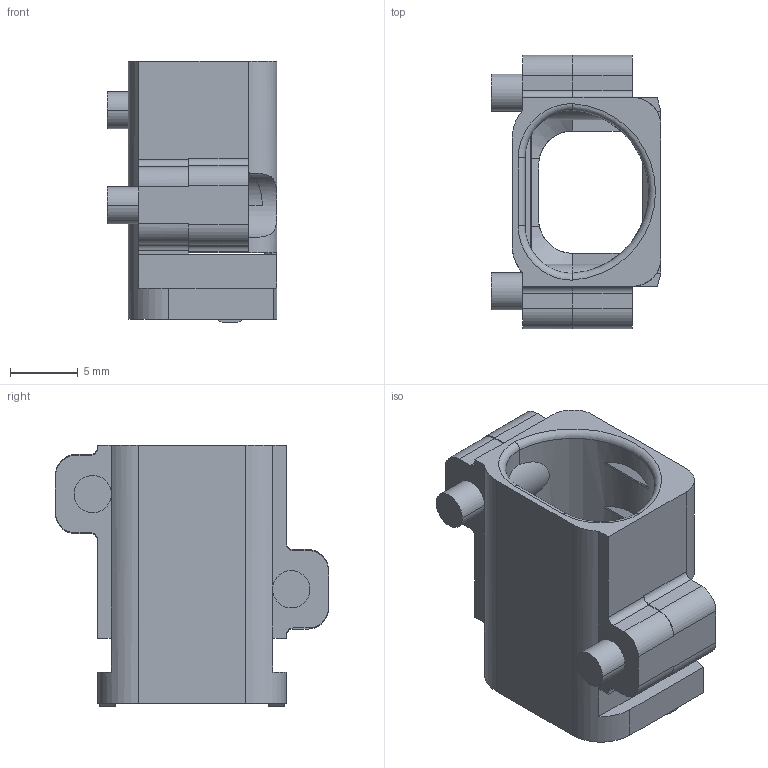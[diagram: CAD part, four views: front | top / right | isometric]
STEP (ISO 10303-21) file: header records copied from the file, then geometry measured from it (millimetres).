
FILE_DESCRIPTION((''),'2;1');
FILE_NAME('2222','2020-09-14T',('lj.zou'),(''),'PRO/ENGINEER BY PARAMETRIC TECHNOLOGY CORPORATION, 2012480','PRO/ENGINEER BY PARAMETRIC TECHNOLOGY CORPORATION, 2012480','');
FILE_SCHEMA(('CONFIG_CONTROL_DESIGN'));
Length unit declared in the file: millimetre
Products named in the file (1): 2222
Bounding box: 12.5 x 20.1 x 19.25 mm (x, y, z)
Volume: 1424.7 mm3; surface area: 2032.7 mm2
Topology: 1 solids, 3 shells, 387 faces, 1070 edges, 700 vertices
Faces by surface type: plane 300, cylinder 68, cone 12, torus 7
Entity records: 12600 total; most frequent: CARTESIAN_POINT 2684, ORIENTED_EDGE 2136, DIRECTION 1927, EDGE_CURVE 1068, VECTOR 835, LINE 835, VERTEX_POINT 700, AXIS2_PLACEMENT_3D 546
